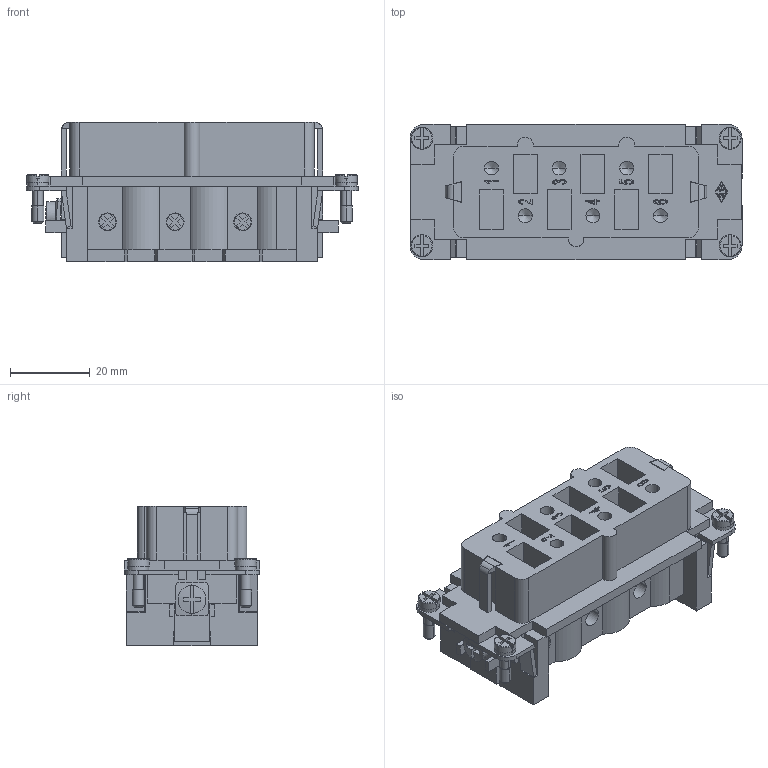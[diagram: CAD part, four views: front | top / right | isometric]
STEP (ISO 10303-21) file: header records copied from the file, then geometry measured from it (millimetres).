
FILE_DESCRIPTION((''),'2;1');
FILE_NAME('CPF 06 RY.stp','2006-10-31T16:13:46',('gembarski'),(''),'Autodesk Inventor 7','Autodesk Inventor 7','');
FILE_SCHEMA(('AUTOMOTIVE_DESIGN { 1 0 10303 214 1 1 1 1 }'));
Length unit declared in the file: millimetre
Products named in the file (1): CPF 06 RY
Bounding box: 83.5 x 34 x 35 mm (x, y, z)
Volume: 43801.2 mm3; surface area: 25326.9 mm2
Topology: 3 solids, 3 shells, 917 faces, 2453 edges, 1615 vertices
Faces by surface type: plane 497, bspline 274, cylinder 130, torus 8, cone 4, sphere 4
Entity records: 29857 total; most frequent: CARTESIAN_POINT 7770, ORIENTED_EDGE 4890, DIRECTION 3974, EDGE_CURVE 2445, VECTOR 1780, LINE 1780, VERTEX_POINT 1615, AXIS2_PLACEMENT_3D 1097
